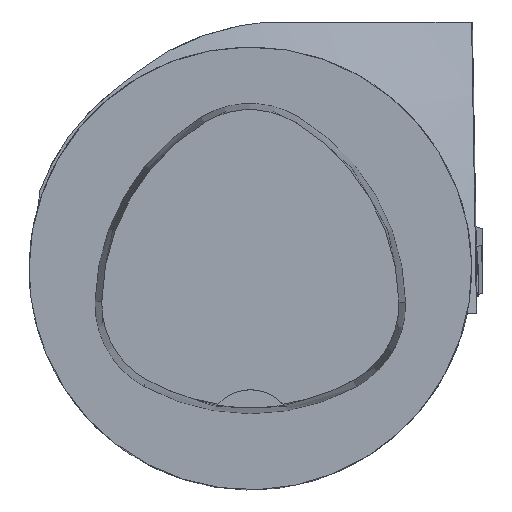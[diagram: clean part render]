
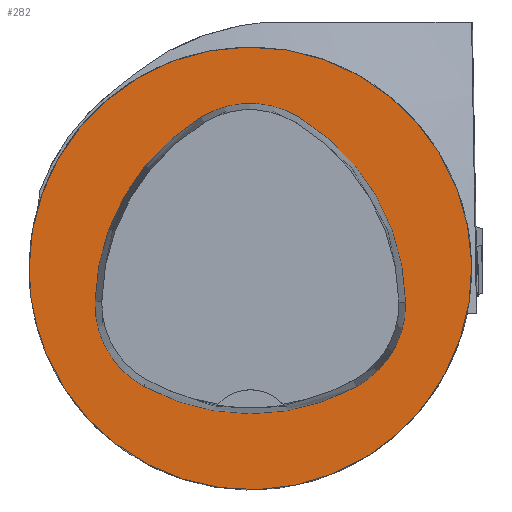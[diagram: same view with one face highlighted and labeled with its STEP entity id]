
A CAD part, top view. The second image highlights one B-rep face of the part: STEP entity #282.
In plain terms, the highlighted planar face has unit normal (0, 0, 1).
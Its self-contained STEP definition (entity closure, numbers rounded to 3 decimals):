
#134=FACE_BOUND('',#529,.T.);
#135=FACE_BOUND('',#530,.T.);
#194=CIRCLE('',#1961,20.);
#195=CIRCLE('',#1971,20.);
#197=CIRCLE('',#1974,8.5);
#199=CIRCLE('',#1977,20.);
#201=CIRCLE('',#1980,8.5);
#205=CIRCLE('',#1985,20.);
#207=CIRCLE('',#1988,8.5);
#282=ADVANCED_FACE('',(#134,#135),#349,.T.);
#349=PLANE('',#1993);
#529=EDGE_LOOP('',(#990,#991,#992,#993,#994,#995));
#530=EDGE_LOOP('',(#996));
#990=ORIENTED_EDGE('',*,*,#1466,.T.);
#991=ORIENTED_EDGE('',*,*,#1446,.T.);
#992=ORIENTED_EDGE('',*,*,#1450,.T.);
#993=ORIENTED_EDGE('',*,*,#1453,.T.);
#994=ORIENTED_EDGE('',*,*,#1456,.T.);
#995=ORIENTED_EDGE('',*,*,#1464,.T.);
#996=ORIENTED_EDGE('',*,*,#1429,.F.);
#1210=VERTEX_POINT('',#3151);
#1227=VERTEX_POINT('',#3186);
#1228=VERTEX_POINT('',#3187);
#1231=VERTEX_POINT('',#3195);
#1233=VERTEX_POINT('',#3201);
#1235=VERTEX_POINT('',#3207);
#1242=VERTEX_POINT('',#3228);
#1429=EDGE_CURVE('',#1210,#1210,#194,.T.);
#1446=EDGE_CURVE('',#1227,#1228,#195,.T.);
#1450=EDGE_CURVE('',#1228,#1231,#197,.T.);
#1453=EDGE_CURVE('',#1231,#1233,#199,.T.);
#1456=EDGE_CURVE('',#1233,#1235,#201,.T.);
#1464=EDGE_CURVE('',#1235,#1242,#205,.T.);
#1466=EDGE_CURVE('',#1242,#1227,#207,.T.);
#1961=AXIS2_PLACEMENT_3D('',#3150,#2381,#2382);
#1971=AXIS2_PLACEMENT_3D('',#3185,#2409,#2410);
#1974=AXIS2_PLACEMENT_3D('',#3194,#2417,#2418);
#1977=AXIS2_PLACEMENT_3D('',#3200,#2424,#2425);
#1980=AXIS2_PLACEMENT_3D('',#3206,#2431,#2432);
#1985=AXIS2_PLACEMENT_3D('',#3229,#2443,#2444);
#1988=AXIS2_PLACEMENT_3D('',#3232,#2449,#2450);
#1993=AXIS2_PLACEMENT_3D('',#3237,#2459,#2460);
#2381=DIRECTION('',(0.,0.,-1.));
#2382=DIRECTION('',(-1.,0.,0.));
#2409=DIRECTION('',(0.,0.,-1.));
#2410=DIRECTION('',(-1.,0.,0.));
#2417=DIRECTION('',(0.,0.,-1.));
#2418=DIRECTION('',(-1.,0.,0.));
#2424=DIRECTION('',(0.,0.,-1.));
#2425=DIRECTION('',(-1.,0.,0.));
#2431=DIRECTION('',(0.,0.,-1.));
#2432=DIRECTION('',(-1.,0.,0.));
#2443=DIRECTION('',(0.,0.,-1.));
#2444=DIRECTION('',(-1.,0.,0.));
#2449=DIRECTION('',(0.,0.,-1.));
#2450=DIRECTION('',(-1.,0.,0.));
#2459=DIRECTION('',(0.,0.,1.));
#2460=DIRECTION('',(1.,0.,0.));
#3150=CARTESIAN_POINT('',(0.,0.,0.));
#3151=CARTESIAN_POINT('',(-20.,0.,0.));
#3185=CARTESIAN_POINT('',(5.955,-3.414,0.));
#3186=CARTESIAN_POINT('',(-14.041,-3.042,0.));
#3187=CARTESIAN_POINT('',(-4.472,13.653,0.));
#3194=CARTESIAN_POINT('',(-0.04,6.4,0.));
#3195=CARTESIAN_POINT('',(4.347,13.68,0.));
#3200=CARTESIAN_POINT('',(-5.976,-3.45,0.));
#3201=CARTESIAN_POINT('',(14.021,-3.075,0.));
#3206=CARTESIAN_POINT('',(5.522,-3.235,0.));
#3207=CARTESIAN_POINT('',(9.588,-10.699,0.));
#3228=CARTESIAN_POINT('',(-9.655,-10.639,0.));
#3229=CARTESIAN_POINT('',(0.022,6.864,0.));
#3232=CARTESIAN_POINT('',(-5.543,-3.2,0.));
#3237=CARTESIAN_POINT('',(0.,0.,0.));
